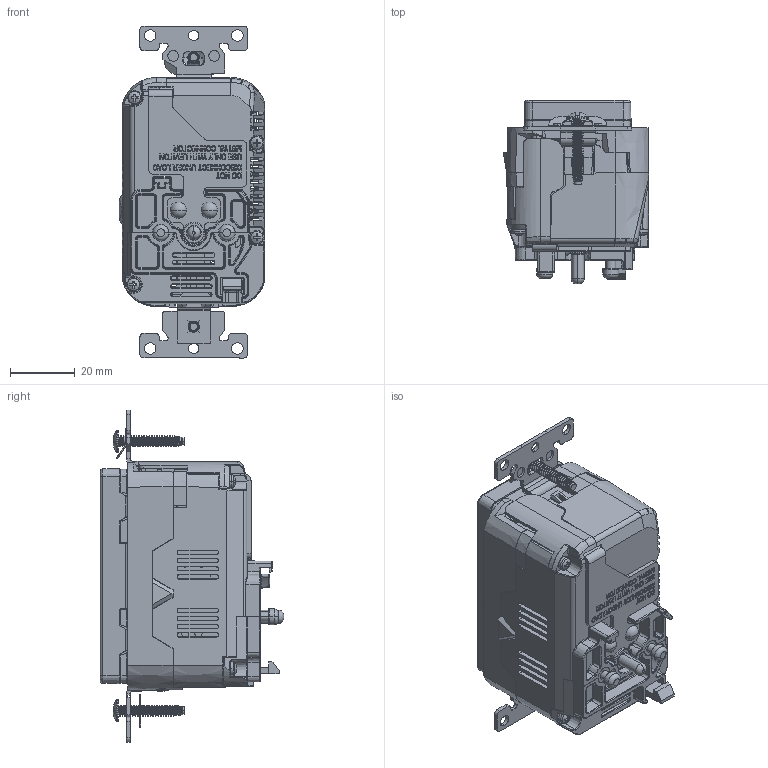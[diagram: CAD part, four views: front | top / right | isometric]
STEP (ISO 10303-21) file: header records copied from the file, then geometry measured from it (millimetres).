
FILE_DESCRIPTION (( 'STEP AP214' ), '1' );
FILE_NAME ('CATSTD-M56AC-000-M01.STEP', '2019-07-31T13:10:54', ( '' ), ( '' ), 'SwSTEP 2.0', 'SolidWorks 2017', '' );
FILE_SCHEMA (( 'AUTOMOTIVE_DESIGN' ));
Length unit declared in the file: inch
Products named in the file (1): CATSTD-M56AC-000-M01
Bounding box: 45.07 x 56.69 x 102.72 mm (x, y, z)
Surface area: 31037.9 mm2 (no closed solid volume)
Topology: 0 solids, 96 shells, 1838 faces, 8845 edges, 6886 vertices
Faces by surface type: plane 1048, cylinder 355, cone 159, bspline 144, torus 121, sphere 11
Entity records: 138338 total; most frequent: CARTESIAN_POINT 49563, ORIENTED_EDGE 12268, DIRECTION 11768, EDGE_CURVE 8836, VERTEX_POINT 6886, LINE 5798, VECTOR 5798, AXIS2_PLACEMENT_3D 2985
